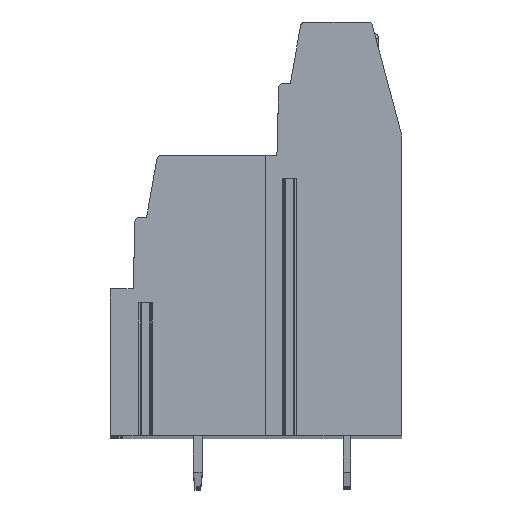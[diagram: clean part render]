
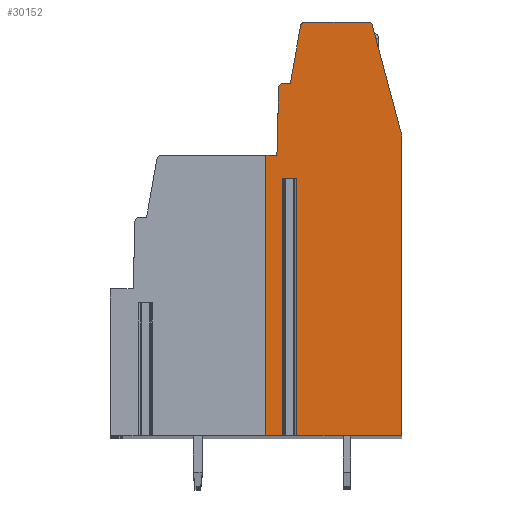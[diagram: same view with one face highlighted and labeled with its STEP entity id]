
A CAD part, top view. The second image highlights one B-rep face of the part: STEP entity #30152.
In plain terms, the highlighted planar face has unit normal (0, 0, 1).
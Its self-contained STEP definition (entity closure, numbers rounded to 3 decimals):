
#13=DIRECTION('',(-1.,0.,0.));
#14=VECTOR('',#13,0.743);
#15=CARTESIAN_POINT('',(1.908,2.65,119.38));
#16=LINE('',#15,#14);
#17=DIRECTION('',(0.,-1.,0.));
#18=VECTOR('',#17,17.55);
#19=CARTESIAN_POINT('',(1.165,2.65,119.38));
#20=LINE('',#19,#18);
#21=DIRECTION('',(1.,0.,0.));
#22=VECTOR('',#21,1.228);
#23=CARTESIAN_POINT('',(-0.063,-14.9,119.38));
#24=LINE('',#23,#22);
#25=DIRECTION('',(-1.,0.,0.));
#26=VECTOR('',#25,0.75);
#27=CARTESIAN_POINT('',(0.687,4.2,119.38));
#28=LINE('',#27,#26);
#29=DIRECTION('',(-0.026,-1.,0.));
#30=VECTOR('',#29,4.609);
#31=CARTESIAN_POINT('',(0.808,8.808,119.38));
#32=LINE('',#31,#30);
#33=CARTESIAN_POINT('',(1.108,8.8,119.38));
#34=DIRECTION('',(0.,0.,1.));
#35=DIRECTION('',(0.,1.,0.));
#36=AXIS2_PLACEMENT_3D('',#33,#34,#35);
#38=DIRECTION('',(-1.,0.,0.));
#39=VECTOR('',#38,0.497);
#40=CARTESIAN_POINT('',(1.605,9.1,119.38));
#41=LINE('',#40,#39);
#42=DIRECTION('',(-0.174,-0.985,0.));
#43=VECTOR('',#42,4.013);
#44=CARTESIAN_POINT('',(2.301,13.052,119.38));
#45=LINE('',#44,#43);
#46=CARTESIAN_POINT('',(2.597,13.,119.38));
#47=DIRECTION('',(0.,0.,1.));
#48=DIRECTION('',(0.,1.,0.));
#49=AXIS2_PLACEMENT_3D('',#46,#47,#48);
#51=DIRECTION('',(-1.,0.,0.));
#52=VECTOR('',#51,4.31);
#53=CARTESIAN_POINT('',(6.907,13.3,119.38));
#54=LINE('',#53,#52);
#55=CARTESIAN_POINT('',(6.907,13.,119.38));
#56=DIRECTION('',(0.,0.,1.));
#57=DIRECTION('',(0.966,0.259,0.));
#58=AXIS2_PLACEMENT_3D('',#55,#56,#57);
#60=CARTESIAN_POINT('',(8.187,5.518,119.38));
#61=DIRECTION('',(0.,0.,1.));
#62=DIRECTION('',(1.,0.,0.));
#63=AXIS2_PLACEMENT_3D('',#60,#61,#62);
#65=DIRECTION('',(0.,1.,0.));
#66=VECTOR('',#65,20.418);
#67=CARTESIAN_POINT('',(9.187,-14.9,119.38));
#68=LINE('',#67,#66);
#69=DIRECTION('',(1.,0.,0.));
#70=VECTOR('',#69,7.279);
#71=CARTESIAN_POINT('',(1.908,-14.9,119.38));
#72=LINE('',#71,#70);
#73=DIRECTION('',(0.,-1.,0.));
#74=VECTOR('',#73,17.55);
#75=CARTESIAN_POINT('',(1.908,2.65,119.38));
#76=LINE('',#75,#74);
#4513=DIRECTION('',(-0.259,0.966,0.));
#4514=VECTOR('',#4513,7.558);
#4515=CARTESIAN_POINT('',(9.153,5.777,119.38));
#4516=LINE('',#4515,#4514);
#12330=DIRECTION('',(0.,-1.,0.));
#12331=VECTOR('',#12330,19.1);
#12332=CARTESIAN_POINT('',(-0.063,4.2,119.38));
#12333=LINE('',#12332,#12331);
#23717=CARTESIAN_POINT('',(9.187,-14.9,119.38));
#23718=CARTESIAN_POINT('',(9.187,5.518,119.38));
#23719=VERTEX_POINT('',#23717);
#23720=VERTEX_POINT('',#23718);
#23721=CARTESIAN_POINT('',(9.153,5.777,119.38));
#23722=VERTEX_POINT('',#23721);
#23723=CARTESIAN_POINT('',(7.197,13.078,119.38));
#23724=CARTESIAN_POINT('',(6.907,13.3,119.38));
#23725=VERTEX_POINT('',#23723);
#23726=VERTEX_POINT('',#23724);
#23727=CARTESIAN_POINT('',(2.597,13.3,119.38));
#23728=VERTEX_POINT('',#23727);
#23729=CARTESIAN_POINT('',(2.301,13.052,119.38));
#23730=VERTEX_POINT('',#23729);
#23731=CARTESIAN_POINT('',(1.605,9.1,119.38));
#23732=VERTEX_POINT('',#23731);
#23733=CARTESIAN_POINT('',(1.108,9.1,119.38));
#23734=VERTEX_POINT('',#23733);
#23735=CARTESIAN_POINT('',(0.808,8.808,119.38));
#23736=VERTEX_POINT('',#23735);
#23737=CARTESIAN_POINT('',(0.687,4.2,119.38));
#23738=VERTEX_POINT('',#23737);
#23781=CARTESIAN_POINT('',(-0.063,-14.9,119.38));
#23783=VERTEX_POINT('',#23781);
#23789=CARTESIAN_POINT('',(-0.063,4.2,119.38));
#23790=VERTEX_POINT('',#23789);
#23865=CARTESIAN_POINT('',(1.908,2.65,119.38));
#23866=CARTESIAN_POINT('',(1.165,2.65,119.38));
#23867=VERTEX_POINT('',#23865);
#23868=VERTEX_POINT('',#23866);
#23869=CARTESIAN_POINT('',(1.908,-14.9,119.38));
#23870=VERTEX_POINT('',#23869);
#23871=CARTESIAN_POINT('',(1.165,-14.9,119.38));
#23872=VERTEX_POINT('',#23871);
#30111=CARTESIAN_POINT('',(0.,0.,119.38));
#30112=DIRECTION('',(0.,0.,1.));
#30113=DIRECTION('',(1.,0.,0.));
#30114=AXIS2_PLACEMENT_3D('',#30111,#30112,#30113);
#30115=PLANE('',#30114);
#30117=ORIENTED_EDGE('',*,*,#30116,.T.);
#30119=ORIENTED_EDGE('',*,*,#30118,.T.);
#30121=ORIENTED_EDGE('',*,*,#30120,.F.);
#30123=ORIENTED_EDGE('',*,*,#30122,.F.);
#30125=ORIENTED_EDGE('',*,*,#30124,.F.);
#30127=ORIENTED_EDGE('',*,*,#30126,.F.);
#30129=ORIENTED_EDGE('',*,*,#30128,.F.);
#30131=ORIENTED_EDGE('',*,*,#30130,.F.);
#30133=ORIENTED_EDGE('',*,*,#30132,.F.);
#30135=ORIENTED_EDGE('',*,*,#30134,.F.);
#30137=ORIENTED_EDGE('',*,*,#30136,.F.);
#30139=ORIENTED_EDGE('',*,*,#30138,.F.);
#30141=ORIENTED_EDGE('',*,*,#30140,.F.);
#30143=ORIENTED_EDGE('',*,*,#30142,.F.);
#30145=ORIENTED_EDGE('',*,*,#30144,.F.);
#30147=ORIENTED_EDGE('',*,*,#30146,.F.);
#30149=ORIENTED_EDGE('',*,*,#30148,.F.);
#30150=EDGE_LOOP('',(#30117,#30119,#30121,#30123,#30125,#30127,#30129,#30131,
#30133,#30135,#30137,#30139,#30141,#30143,#30145,#30147,#30149));
#30151=FACE_OUTER_BOUND('',#30150,.F.);
#37=CIRCLE('',#36,0.3);
#50=CIRCLE('',#49,0.3);
#59=CIRCLE('',#58,0.3);
#64=CIRCLE('',#63,1.);
#30116=EDGE_CURVE('',#23867,#23868,#16,.T.);
#30118=EDGE_CURVE('',#23868,#23872,#20,.T.);
#30120=EDGE_CURVE('',#23783,#23872,#24,.T.);
#30122=EDGE_CURVE('',#23790,#23783,#12333,.T.);
#30124=EDGE_CURVE('',#23738,#23790,#28,.T.);
#30126=EDGE_CURVE('',#23736,#23738,#32,.T.);
#30128=EDGE_CURVE('',#23734,#23736,#37,.T.);
#30130=EDGE_CURVE('',#23732,#23734,#41,.T.);
#30132=EDGE_CURVE('',#23730,#23732,#45,.T.);
#30134=EDGE_CURVE('',#23728,#23730,#50,.T.);
#30136=EDGE_CURVE('',#23726,#23728,#54,.T.);
#30138=EDGE_CURVE('',#23725,#23726,#59,.T.);
#30140=EDGE_CURVE('',#23722,#23725,#4516,.T.);
#30142=EDGE_CURVE('',#23720,#23722,#64,.T.);
#30144=EDGE_CURVE('',#23719,#23720,#68,.T.);
#30146=EDGE_CURVE('',#23870,#23719,#72,.T.);
#30148=EDGE_CURVE('',#23867,#23870,#76,.T.);
#30152=ADVANCED_FACE('',(#30151),#30115,.T.);
